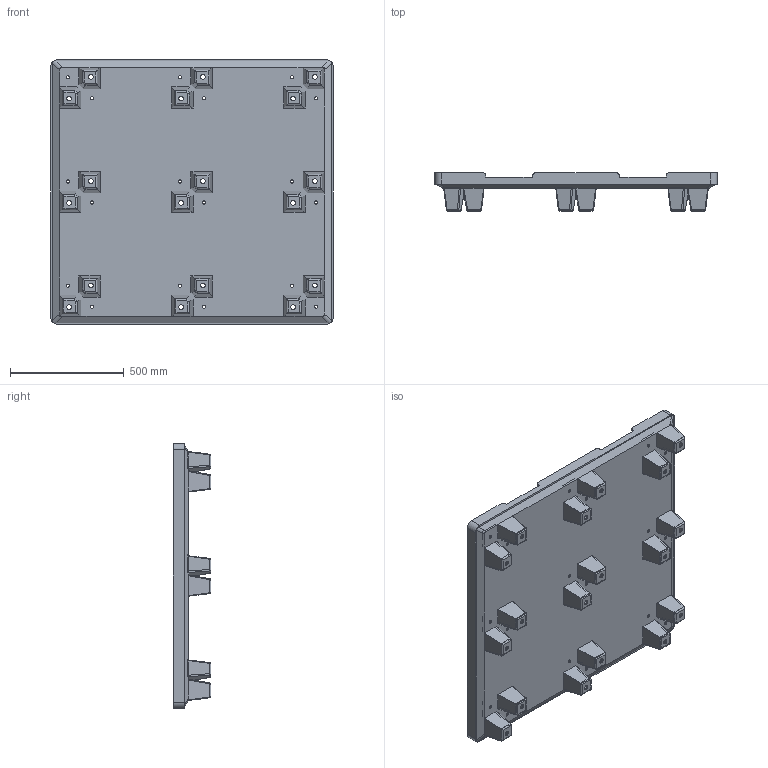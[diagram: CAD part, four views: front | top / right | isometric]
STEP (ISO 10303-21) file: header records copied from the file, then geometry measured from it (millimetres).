
FILE_DESCRIPTION((''),'2;1');
FILE_NAME('86617WSM','2025-06-20T12:02:11',('SYSTEM'),(''),'CREO PARAMETRIC BY PTC INC, 2023294','CREO PARAMETRIC BY PTC INC, 2023294','');
FILE_SCHEMA(('CONFIG_CONTROL_DESIGN'));
Length unit declared in the file: inch
Products named in the file (1): 86617WSM
Bounding box: 1238.25 x 166.69 x 1162.05 mm (x, y, z)
Volume: 56544629.1 mm3; surface area: 4591140.9 mm2
Topology: 1 solids, 1 shells, 599 faces, 1658 edges, 1182 vertices
Faces by surface type: plane 409, cylinder 190
Entity records: 19221 total; most frequent: CARTESIAN_POINT 3992, ORIENTED_EDGE 3164, DIRECTION 2914, EDGE_CURVE 1582, VECTOR 1330, LINE 1330, VERTEX_POINT 1030, AXIS2_PLACEMENT_3D 792
